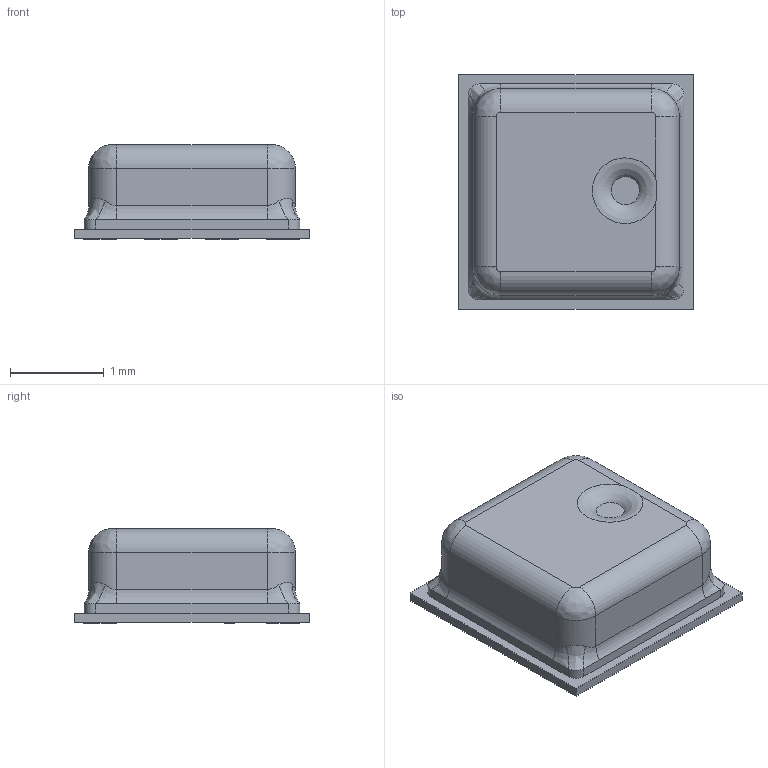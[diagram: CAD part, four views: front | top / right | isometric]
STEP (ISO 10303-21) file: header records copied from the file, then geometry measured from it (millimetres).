
FILE_DESCRIPTION(/* description */ (''),/* implementation_level */ '2;1');
FILE_NAME(/* name */ 'BME280.step',/* time_stamp */ '2020-09-24T23:02:44-05:00',/* author */ (''),/* organization */ (''),/* preprocessor_version */ 'ST-DEVELOPER v18.1',/* originating_system */ 'Autodesk Translation Framework v9.3.0.1241',/* authorisation */ '');
FILE_SCHEMA (('AUTOMOTIVE_DESIGN { 1 0 10303 214 3 1 1 }'));
Length unit declared in the file: millimetre
Products named in the file (12): BME280; Component1; Component2; Component3; Component4; Component5; Component6; Component7; Component8; Component9; Component10; Component11
Assembly tree (11 placements, depth 2):
  BME280
    Component1
    Component2
    Component3
    Component4
    Component5
    Component6
    Component7
    Component8
    Component9
    Component10
    Component11
Bounding box: 2.5 x 2.5 x 1.01 mm (x, y, z)
Volume: 4.9 mm3; surface area: 32.4 mm2
Topology: 11 solids, 11 shells, 101 faces, 213 edges, 134 vertices
Faces by surface type: plane 67, cylinder 17, bspline 16, torus 1
Full cylindrical faces by diameter (mm): 0.1 x1
Entity records: 3321 total; most frequent: CARTESIAN_POINT 825, DIRECTION 460, ORIENTED_EDGE 426, EDGE_CURVE 213, LINE 154, VECTOR 154, AXIS2_PLACEMENT_3D 153, VERTEX_POINT 134
